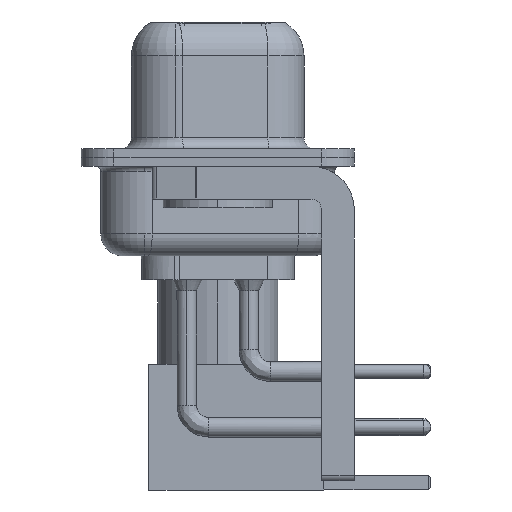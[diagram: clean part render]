
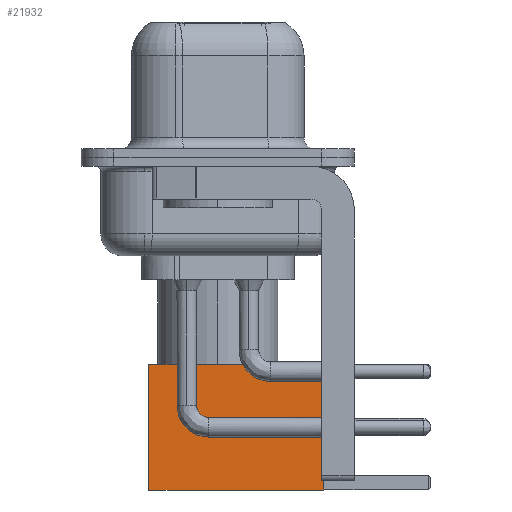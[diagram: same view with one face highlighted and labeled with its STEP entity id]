
A CAD part, left-side view. The second image highlights one B-rep face of the part: STEP entity #21932.
In plain terms, the highlighted face is planar.
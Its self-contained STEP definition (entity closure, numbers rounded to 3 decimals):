
#285 = DIRECTION ( 'NONE',  ( 0., 0., 1. ) ) ;
#488 = DIRECTION ( 'NONE',  ( 0., 0., -1. ) ) ;
#1349 = VERTEX_POINT ( 'NONE', #18600 ) ;
#3025 = DIRECTION ( 'NONE',  ( -1., 0., 0. ) ) ;
#3944 = ORIENTED_EDGE ( 'NONE', *, *, #19088, .T. ) ;
#5438 = CARTESIAN_POINT ( 'NONE',  ( 2.875, 2.875, 0. ) ) ;
#7067 = EDGE_CURVE ( 'NONE', #17347, #1349, #13424, .T. ) ;
#7180 = EDGE_CURVE ( 'NONE', #1349, #14960, #19121, .T. ) ;
#7521 = CARTESIAN_POINT ( 'NONE',  ( 2.875, 2.875, 0. ) ) ;
#8112 = CARTESIAN_POINT ( 'NONE',  ( 0., 2.875, 0. ) ) ;
#9608 = AXIS2_PLACEMENT_3D ( 'NONE', #5438, #12409, #285 ) ;
#11459 = CARTESIAN_POINT ( 'NONE',  ( -2.875, 2.875, 0. ) ) ;
#11724 = ORIENTED_EDGE ( 'NONE', *, *, #7180, .F. ) ;
#11920 = CARTESIAN_POINT ( 'NONE',  ( 2.875, 2.875, 8. ) ) ;
#12301 = PLANE ( 'NONE',  #9608 ) ;
#12409 = DIRECTION ( 'NONE',  ( 0., 1., 0. ) ) ;
#13424 = LINE ( 'NONE', #22176, #16392 ) ;
#13599 = VECTOR ( 'NONE', #20538, 1000. ) ;
#14020 = FACE_OUTER_BOUND ( 'NONE', #20505, .T. ) ;
#14960 = VERTEX_POINT ( 'NONE', #11459 ) ;
#16392 = VECTOR ( 'NONE', #3025, 1000. ) ;
#16918 = LINE ( 'NONE', #17023, #18991 ) ;
#17023 = CARTESIAN_POINT ( 'NONE',  ( 2.875, 2.875, 0. ) ) ;
#17347 = VERTEX_POINT ( 'NONE', #11920 ) ;
#18600 = CARTESIAN_POINT ( 'NONE',  ( -2.875, 2.875, 8. ) ) ;
#18991 = VECTOR ( 'NONE', #22148, 1000. ) ;
#19055 = ORIENTED_EDGE ( 'NONE', *, *, #21063, .T. ) ;
#19088 = EDGE_CURVE ( 'NONE', #17347, #19890, #16918, .T. ) ;
#19121 = LINE ( 'NONE', #21278, #22218 ) ;
#19890 = VERTEX_POINT ( 'NONE', #7521 ) ;
#20505 = EDGE_LOOP ( 'NONE', ( #3944, #19055, #11724, #21575 ) ) ;
#20538 = DIRECTION ( 'NONE',  ( -1., 0., 0. ) ) ;
#21063 = EDGE_CURVE ( 'NONE', #19890, #14960, #21918, .T. ) ;
#21278 = CARTESIAN_POINT ( 'NONE',  ( -2.875, 2.875, 0. ) ) ;
#21575 = ORIENTED_EDGE ( 'NONE', *, *, #7067, .F. ) ;
#21918 = LINE ( 'NONE', #8112, #13599 ) ;
#21932 = ADVANCED_FACE ( 'NONE', ( #14020 ), #12301, .T. ) ;
#22148 = DIRECTION ( 'NONE',  ( 0., 0., -1. ) ) ;
#22176 = CARTESIAN_POINT ( 'NONE',  ( 0., 2.875, 8. ) ) ;
#22218 = VECTOR ( 'NONE', #488, 1000. ) ;
